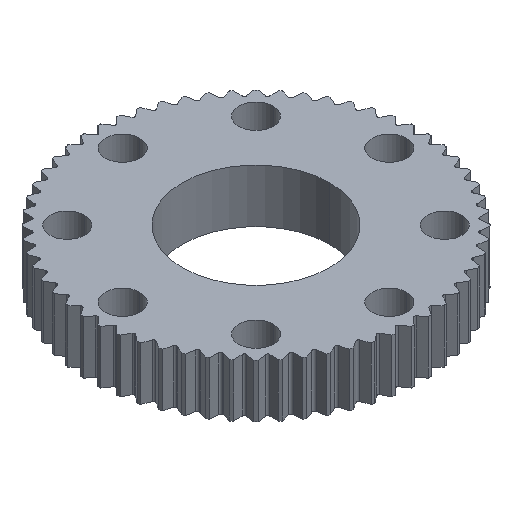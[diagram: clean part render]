
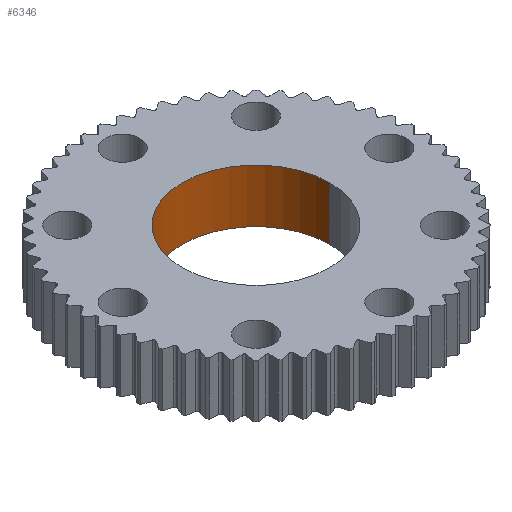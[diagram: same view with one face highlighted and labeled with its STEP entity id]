
A CAD part, isometric view. The second image highlights one B-rep face of the part: STEP entity #6346.
In plain terms, the highlighted cylindrical face has radius 5.52 mm (diameter 11.04 mm), a partial arc.
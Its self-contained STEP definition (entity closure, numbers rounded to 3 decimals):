
#69 = VERTEX_POINT ( 'NONE', #5186 ) ;
#152 = AXIS2_PLACEMENT_3D ( 'NONE', #501, #4722, #5438 ) ;
#380 = LINE ( 'NONE', #7531, #1089 ) ;
#501 = CARTESIAN_POINT ( 'NONE',  ( 0., 0., 5. ) ) ;
#690 = LINE ( 'NONE', #4249, #7065 ) ;
#1089 = VECTOR ( 'NONE', #5511, 1000. ) ;
#1125 = CYLINDRICAL_SURFACE ( 'NONE', #152, 5.52 ) ;
#1226 = AXIS2_PLACEMENT_3D ( 'NONE', #8507, #8605, #8691 ) ;
#1869 = VERTEX_POINT ( 'NONE', #2176 ) ;
#2026 = DIRECTION ( 'NONE',  ( 1., 0., 0. ) ) ;
#2171 = CARTESIAN_POINT ( 'NONE',  ( 5.52, 0., 0. ) ) ;
#2176 = CARTESIAN_POINT ( 'NONE',  ( -5.52, 0., 0. ) ) ;
#3836 = CIRCLE ( 'NONE', #9188, 5.52 ) ;
#4199 = DIRECTION ( 'NONE',  ( 0., 0., 1. ) ) ;
#4249 = CARTESIAN_POINT ( 'NONE',  ( 5.52, 0., 5. ) ) ;
#4288 = ORIENTED_EDGE ( 'NONE', *, *, #7816, .F. ) ;
#4722 = DIRECTION ( 'NONE',  ( 0., 0., -1. ) ) ;
#4976 = EDGE_CURVE ( 'NONE', #8559, #7792, #690, .T. ) ;
#5048 = CARTESIAN_POINT ( 'NONE',  ( 0., 0., 0. ) ) ;
#5182 = ORIENTED_EDGE ( 'NONE', *, *, #8713, .T. ) ;
#5186 = CARTESIAN_POINT ( 'NONE',  ( -5.52, 0., 4. ) ) ;
#5360 = CIRCLE ( 'NONE', #1226, 5.52 ) ;
#5438 = DIRECTION ( 'NONE',  ( -1., 0., 0. ) ) ;
#5511 = DIRECTION ( 'NONE',  ( 0., 0., -1. ) ) ;
#5544 = CARTESIAN_POINT ( 'NONE',  ( 5.52, 0., 4. ) ) ;
#5645 = EDGE_LOOP ( 'NONE', ( #6440, #5182, #6457, #4288 ) ) ;
#6346 = ADVANCED_FACE ( 'NONE', ( #8500 ), #1125, .F. ) ;
#6440 = ORIENTED_EDGE ( 'NONE', *, *, #4976, .F. ) ;
#6457 = ORIENTED_EDGE ( 'NONE', *, *, #7197, .T. ) ;
#7065 = VECTOR ( 'NONE', #8692, 1000. ) ;
#7197 = EDGE_CURVE ( 'NONE', #69, #1869, #380, .T. ) ;
#7531 = CARTESIAN_POINT ( 'NONE',  ( -5.52, 0., 5. ) ) ;
#7792 = VERTEX_POINT ( 'NONE', #2171 ) ;
#7816 = EDGE_CURVE ( 'NONE', #7792, #1869, #3836, .T. ) ;
#8500 = FACE_OUTER_BOUND ( 'NONE', #5645, .T. ) ;
#8507 = CARTESIAN_POINT ( 'NONE',  ( 0., 0., 4. ) ) ;
#8559 = VERTEX_POINT ( 'NONE', #5544 ) ;
#8605 = DIRECTION ( 'NONE',  ( 0., 0., 1. ) ) ;
#8691 = DIRECTION ( 'NONE',  ( 1., 0., 0. ) ) ;
#8692 = DIRECTION ( 'NONE',  ( 0., 0., -1. ) ) ;
#8713 = EDGE_CURVE ( 'NONE', #8559, #69, #5360, .T. ) ;
#9188 = AXIS2_PLACEMENT_3D ( 'NONE', #5048, #4199, #2026 ) ;
